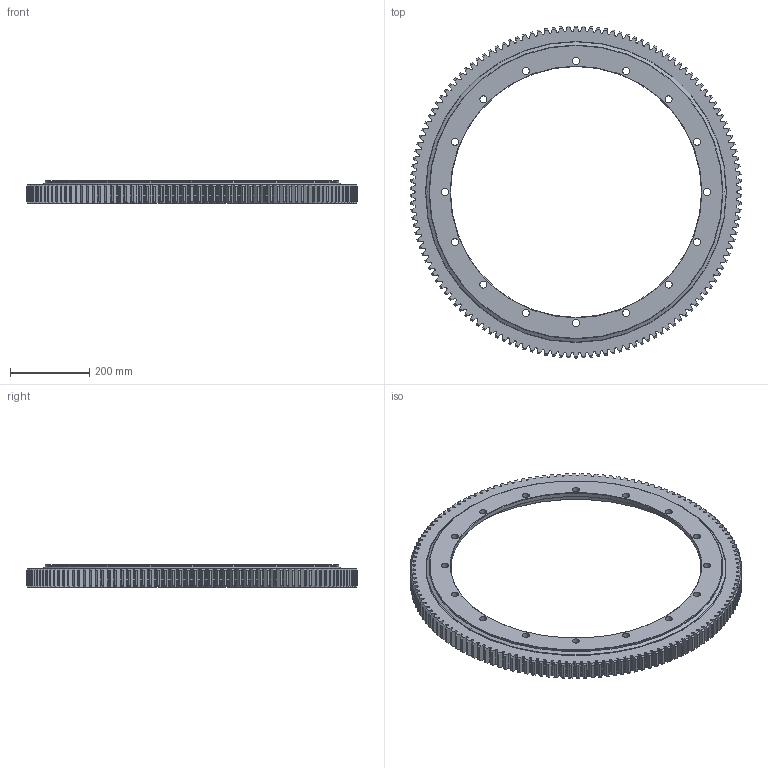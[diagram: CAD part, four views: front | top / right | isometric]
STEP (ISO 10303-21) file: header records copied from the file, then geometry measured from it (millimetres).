
FILE_DESCRIPTION (( 'STEP AP214' ), '1' );
FILE_NAME ('E.850.20.00.STEP', '2015-12-04T12:59:07', ( '' ), ( '' ), 'SwSTEP 2.0', 'SolidWorks 2015', '' );
FILE_SCHEMA (( 'AUTOMOTIVE_DESIGN' ));
Length unit declared in the file: millimetre
Products named in the file (7): Grease nipple M8x1mm; C.838.B20C.A3N.0 - OR Seal; E.850.20.00; C.838.B20C.A3N.0 - IR Seal; C.838.B20C.A3N.0 - OR; C.838.B20C.A3N.0 - IR; Ball D20
Assembly tree (108 placements, depth 2):
  E.850.20.00
    C.838.B20C.A3N.0 - IR
    C.838.B20C.A3N.0 - OR
    Ball D20  x100
    C.838.B20C.A3N.0 - IR Seal
    C.838.B20C.A3N.0 - OR Seal
    Grease nipple M8x1mm  x4
Bounding box: 838.69 x 838.8 x 56 mm (x, y, z)
Volume: 7135451.7 mm3; surface area: 1398960.7 mm2
Topology: 108 solids, 108 shells, 1925 faces, 5624 edges, 3708 vertices
Faces by surface type: bspline 690, cone 406, plane 331, cylinder 254, sphere 200, torus 44
Entity records: 59134 total; most frequent: CARTESIAN_POINT 20136, ORIENTED_EDGE 9348, DIRECTION 5654, EDGE_CURVE 4674, VERTEX_POINT 3084, B_SPLINE_CURVE_WITH_KNOTS 1972, AXIS2_PLACEMENT_3D 1906, VECTOR 1842
